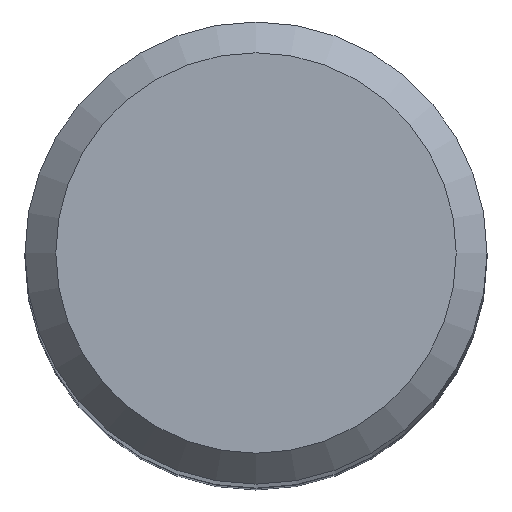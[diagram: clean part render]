
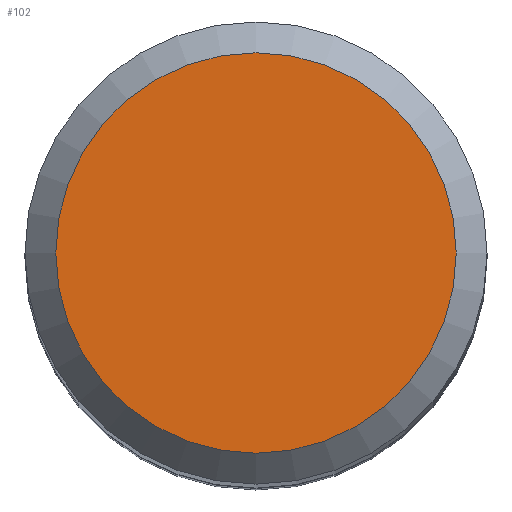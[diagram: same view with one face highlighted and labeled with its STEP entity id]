
A CAD part, top view. The second image highlights one B-rep face of the part: STEP entity #102.
In plain terms, the highlighted planar face has unit normal (0, 0, 1).
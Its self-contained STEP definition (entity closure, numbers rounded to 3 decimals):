
#102=ADVANCED_FACE('',(#115),#110,.T.);
#110=PLANE('',#291);
#115=FACE_OUTER_BOUND('',#125,.T.);
#125=EDGE_LOOP('',(#143));
#143=ORIENTED_EDGE('',*,*,#166,.F.);
#157=VERTEX_POINT('',#425);
#166=EDGE_CURVE('',#157,#157,#179,.T.);
#179=CIRCLE('',#290,5.2);
#290=AXIS2_PLACEMENT_3D('',#424,#341,#342);
#291=AXIS2_PLACEMENT_3D('',#426,#343,#344);
#341=DIRECTION('',(0.,0.,-1.));
#342=DIRECTION('',(0.,1.,0.));
#343=DIRECTION('',(0.,0.,1.));
#344=DIRECTION('',(0.,-1.,0.));
#424=CARTESIAN_POINT('',(0.,0.,0.));
#425=CARTESIAN_POINT('',(0.,5.2,0.));
#426=CARTESIAN_POINT('',(0.,0.,0.));
